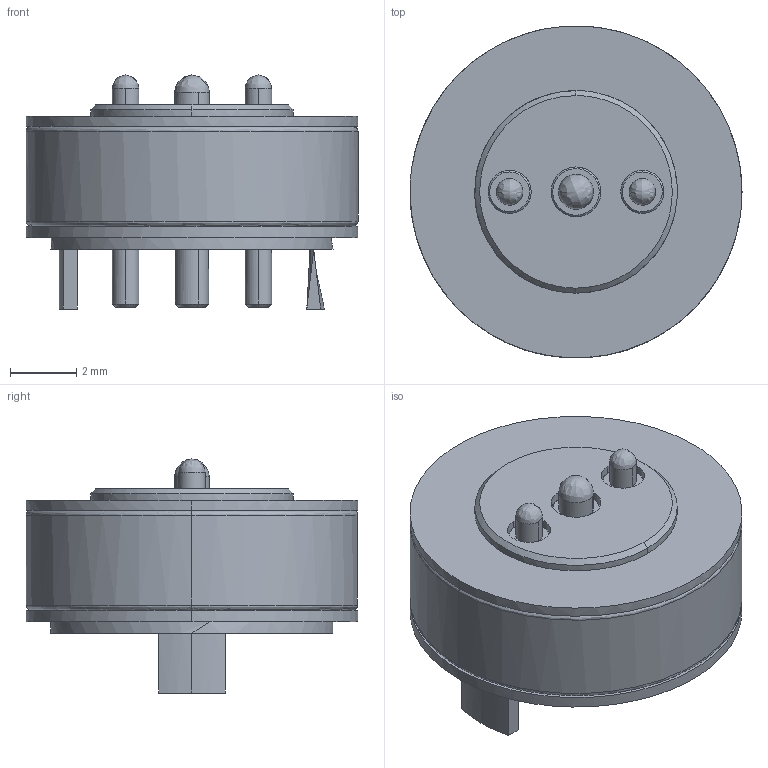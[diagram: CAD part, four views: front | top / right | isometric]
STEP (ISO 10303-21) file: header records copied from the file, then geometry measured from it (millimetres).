
FILE_DESCRIPTION (( 'STEP AP214' ), '1' );
FILE_NAME ('685A03222011D1E.STEP', '2023-04-24T19:12:31', ( '' ), ( '' ), 'SwSTEP 2.0', 'SolidWorks 2020', '' );
FILE_SCHEMA (( 'AUTOMOTIVE_DESIGN' ));
Length unit declared in the file: millimetre
Products named in the file (1): 685A03222011D1E
Bounding box: 10 x 9.99 x 7.05 mm (x, y, z)
Surface area: 414 mm2 (no closed solid volume)
Topology: 0 solids, 8 shells, 78 faces, 165 edges, 100 vertices
Faces by surface type: bspline 78
Entity records: 2831 total; most frequent: CARTESIAN_POINT 1728, ORIENTED_EDGE 304, EDGE_CURVE 159, VERTEX_POINT 100, B_SPLINE_CURVE_WITH_KNOTS 98, EDGE_LOOP 88, FACE_OUTER_BOUND 78, ADVANCED_FACE 78
